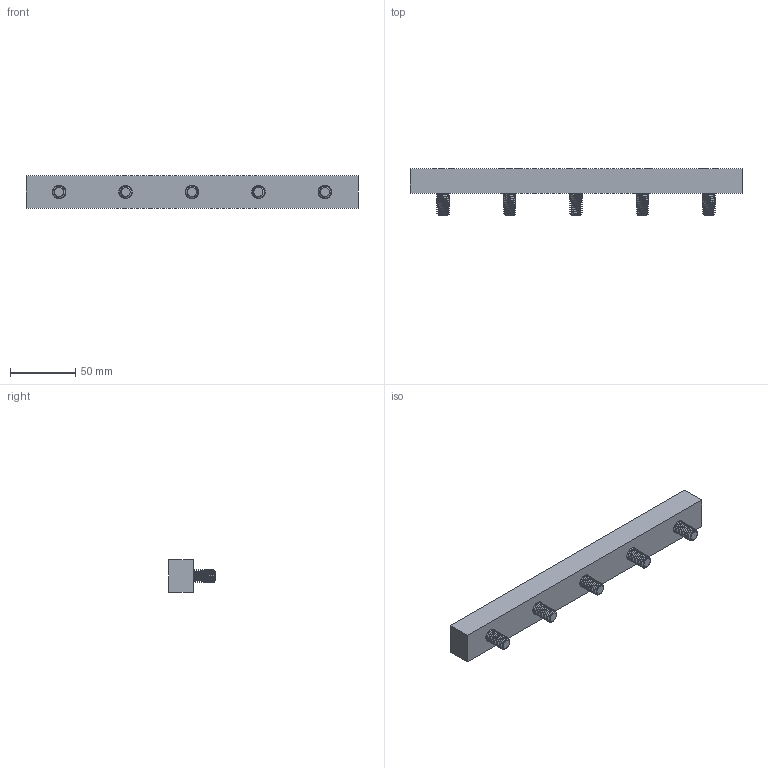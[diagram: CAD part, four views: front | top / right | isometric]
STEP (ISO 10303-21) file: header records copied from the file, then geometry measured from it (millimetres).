
FILE_DESCRIPTION (( 'STEP AP214' ), '1' );
FILE_NAME ('33300.STEP', '2018-04-17T13:16:40', ( 'Mike W' ), ( '' ), 'SwSTEP 2.0', 'SolidWorks 2017', '' );
FILE_SCHEMA (( 'AUTOMOTIVE_DESIGN' ));
Length unit declared in the file: inch
Products named in the file (3): 38161 SHCS_38161 SHCS; 333001_333001; 33300
Assembly tree (6 placements, depth 2):
  33300
    333001_333001
    38161 SHCS_38161 SHCS  x5
Bounding box: 254 x 35.4 x 24.89 mm (x, y, z)
Volume: 117811.7 mm3; surface area: 36062.9 mm2
Topology: 6 solids, 6 shells, 491 faces, 1312 edges, 848 vertices
Faces by surface type: cylinder 355, cone 65, plane 61, bspline 10
Entity records: 5588 total; most frequent: CARTESIAN_POINT 2769, ORIENTED_EDGE 640, DIRECTION 498, EDGE_CURVE 320, VERTEX_POINT 208, AXIS2_PLACEMENT_3D 191, EDGE_LOOP 140, ADVANCED_FACE 123
